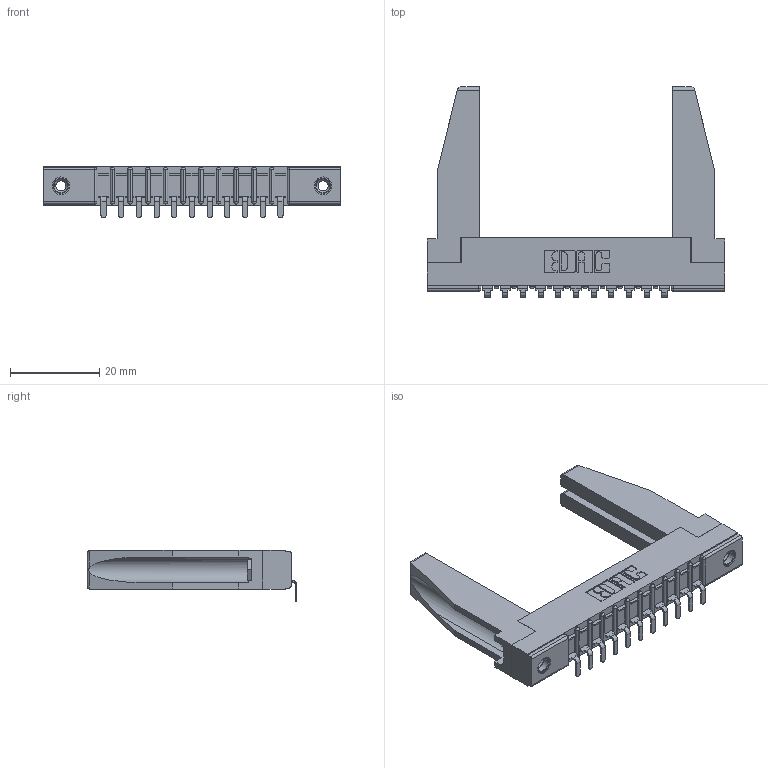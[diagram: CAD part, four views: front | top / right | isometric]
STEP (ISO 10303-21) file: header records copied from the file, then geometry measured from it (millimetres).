
FILE_DESCRIPTION (( 'STEP AP203' ), '1' );
FILE_NAME ('357-011-553-178.STEP', '2019-09-16T18:56:52', ( '' ), ( '' ), 'SwSTEP 2.0', 'SolidWorks 2016', '' );
FILE_SCHEMA (( 'CONFIG_CONTROL_DESIGN' ));
Length unit declared in the file: inch
Products named in the file (5): 307 Part_.156 Dia Mounting Holes; 307-290-002_553; 307-220-078; 345-250-001_345-250-001-102; 357-011-553-178
Assembly tree (16 placements, depth 2):
  357-011-553-178
    307 Part_.156 Dia Mounting Holes
    307-290-002_553  x11
    307-220-078  x2
    345-250-001_345-250-001-102  x2
Bounding box: 66.6 x 47.03 x 11.51 mm (x, y, z)
Volume: 8384.2 mm3; surface area: 11198.8 mm2
Topology: 16 solids, 16 shells, 1118 faces, 3337 edges, 2182 vertices
Faces by surface type: plane 671, cylinder 407, sphere 24, cone 12, torus 4
Entity records: 16545 total; most frequent: CARTESIAN_POINT 2786, ORIENTED_EDGE 2732, DIRECTION 2678, EDGE_CURVE 1366, LINE 1034, VECTOR 1034, VERTEX_POINT 888, AXIS2_PLACEMENT_3D 822
